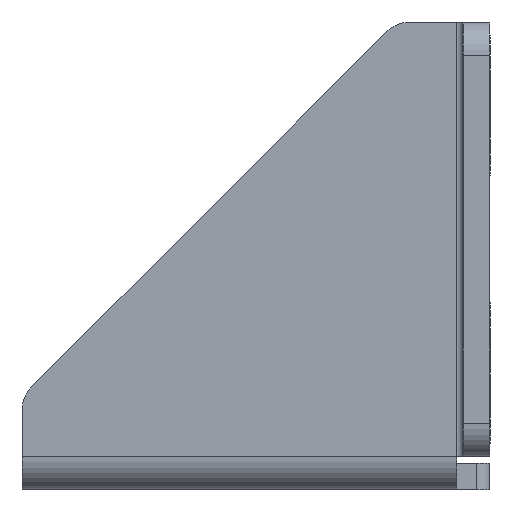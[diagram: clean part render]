
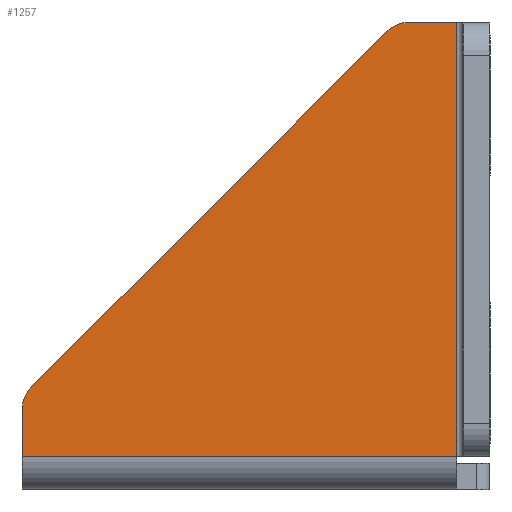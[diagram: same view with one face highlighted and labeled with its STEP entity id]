
A CAD part, left-side view. The second image highlights one B-rep face of the part: STEP entity #1257.
In plain terms, the highlighted planar face has unit normal (-1, 0, 0).
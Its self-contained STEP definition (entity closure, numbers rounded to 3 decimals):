
#92=LINE('',#1989,#196);
#105=LINE('',#2028,#209);
#114=LINE('',#2058,#218);
#115=LINE('',#2061,#219);
#116=LINE('',#2063,#220);
#196=VECTOR('',#1569,1000.);
#209=VECTOR('',#1604,1000.);
#218=VECTOR('',#1631,1000.);
#219=VECTOR('',#1634,1000.);
#220=VECTOR('',#1635,1000.);
#370=ORIENTED_EDGE('',*,*,#681,.T.);
#371=ORIENTED_EDGE('',*,*,#716,.T.);
#372=ORIENTED_EDGE('',*,*,#717,.T.);
#373=ORIENTED_EDGE('',*,*,#718,.T.);
#374=ORIENTED_EDGE('',*,*,#701,.T.);
#375=ORIENTED_EDGE('',*,*,#719,.T.);
#376=ORIENTED_EDGE('',*,*,#720,.F.);
#681=EDGE_CURVE('',#858,#857,#92,.T.);
#701=EDGE_CURVE('',#873,#874,#105,.T.);
#716=EDGE_CURVE('',#857,#884,#959,.T.);
#717=EDGE_CURVE('',#884,#885,#114,.T.);
#718=EDGE_CURVE('',#885,#873,#960,.T.);
#719=EDGE_CURVE('',#874,#886,#115,.T.);
#720=EDGE_CURVE('',#858,#886,#116,.T.);
#857=VERTEX_POINT('',#1988);
#858=VERTEX_POINT('',#1990);
#873=VERTEX_POINT('',#2029);
#874=VERTEX_POINT('',#2030);
#884=VERTEX_POINT('',#2057);
#885=VERTEX_POINT('',#2059);
#886=VERTEX_POINT('',#2062);
#959=CIRCLE('',#1378,5.);
#960=CIRCLE('',#1379,5.);
#1013=EDGE_LOOP('',(#370,#371,#372,#373,#374,#375,#376));
#1123=FACE_BOUND('',#1013,.T.);
#1225=PLANE('',#1377);
#1257=ADVANCED_FACE('',(#1123),#1225,.T.);
#1377=AXIS2_PLACEMENT_3D('',#2055,#1627,#1628);
#1378=AXIS2_PLACEMENT_3D('',#2056,#1629,#1630);
#1379=AXIS2_PLACEMENT_3D('',#2060,#1632,#1633);
#1569=DIRECTION('',(0.,1.,0.));
#1604=DIRECTION('',(0.,0.,-1.));
#1627=DIRECTION('',(-1.,0.,0.));
#1628=DIRECTION('',(0.,0.,1.));
#1629=DIRECTION('',(-1.,0.,0.));
#1630=DIRECTION('',(0.,0.,1.));
#1631=DIRECTION('',(0.,0.707,-0.707));
#1632=DIRECTION('',(-1.,0.,0.));
#1633=DIRECTION('',(0.,0.,1.));
#1634=DIRECTION('',(0.,-1.,0.));
#1635=DIRECTION('',(0.,0.,-1.));
#1988=CARTESIAN_POINT('',(0.,11.929,70.));
#1989=CARTESIAN_POINT('',(0.,0.,70.));
#1990=CARTESIAN_POINT('',(0.,5.,70.));
#2028=CARTESIAN_POINT('',(0.,70.,3.178));
#2029=CARTESIAN_POINT('',(0.,70.,11.929));
#2030=CARTESIAN_POINT('',(0.,70.,5.));
#2055=CARTESIAN_POINT('',(0.,0.,0.));
#2056=CARTESIAN_POINT('',(0.,11.929,65.));
#2057=CARTESIAN_POINT('',(0.,15.464,68.536));
#2058=CARTESIAN_POINT('',(0.,42.,42.));
#2059=CARTESIAN_POINT('',(0.,68.536,15.464));
#2060=CARTESIAN_POINT('',(0.,65.,11.929));
#2061=CARTESIAN_POINT('',(0.,70.,5.));
#2062=CARTESIAN_POINT('',(0.,5.,5.));
#2063=CARTESIAN_POINT('',(0.,5.,70.));
